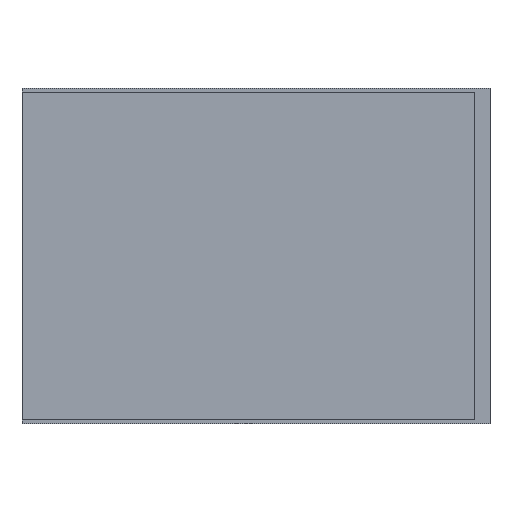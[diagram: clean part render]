
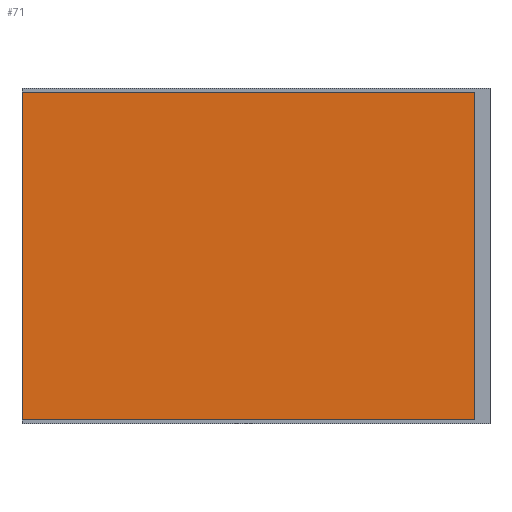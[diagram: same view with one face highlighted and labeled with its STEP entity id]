
A CAD part, left-side view. The second image highlights one B-rep face of the part: STEP entity #71.
In plain terms, the highlighted planar face has unit normal (-1, 0, 0).
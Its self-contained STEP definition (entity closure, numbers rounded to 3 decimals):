
#71=ADVANCED_FACE('',(#157),#159,.T.);
#157=FACE_BOUND('',#158,.T.);
#158=EDGE_LOOP('',(#229,#230,#231,#232));
#159=PLANE('',#160);
#160=AXIS2_PLACEMENT_3D('',#161,#162,#163);
#161=CARTESIAN_POINT('',(-3.,0.,0.));
#162=DIRECTION('',(-1.,0.,0.));
#163=DIRECTION('',(0.,-1.,0.));
#229=ORIENTED_EDGE('',*,*,#274,.F.);
#230=ORIENTED_EDGE('',*,*,#275,.T.);
#231=ORIENTED_EDGE('',*,*,#276,.T.);
#232=ORIENTED_EDGE('',*,*,#277,.T.);
#274=EDGE_CURVE('',#308,#301,#310,.T.);
#275=EDGE_CURVE('',#308,#311,#312,.T.);
#276=EDGE_CURVE('',#311,#313,#314,.T.);
#277=EDGE_CURVE('',#313,#301,#315,.T.);
#301=VERTEX_POINT('',#357);
#308=VERTEX_POINT('',#372);
#310=LINE('',#376,#377);
#311=VERTEX_POINT('',#379);
#312=LINE('',#380,#381);
#313=VERTEX_POINT('',#383);
#314=LINE('',#384,#385);
#315=LINE('',#387,#388);
#357=CARTESIAN_POINT('',(-3.,300.,212.5));
#372=CARTESIAN_POINT('',(-3.,300.,2.5));
#376=CARTESIAN_POINT('',(-3.,300.,2.5));
#377=VECTOR('',#378,1.);
#378=DIRECTION('',(0.,0.,1.));
#379=CARTESIAN_POINT('',(-3.,10.,2.5));
#380=CARTESIAN_POINT('',(-3.,300.,2.5));
#381=VECTOR('',#382,1.);
#382=DIRECTION('',(0.,-1.,0.));
#383=CARTESIAN_POINT('',(-3.,10.,212.5));
#384=CARTESIAN_POINT('',(-3.,10.,2.5));
#385=VECTOR('',#386,1.);
#386=DIRECTION('',(0.,0.,1.));
#387=CARTESIAN_POINT('',(-3.,10.,212.5));
#388=VECTOR('',#389,1.);
#389=DIRECTION('',(0.,1.,0.));
